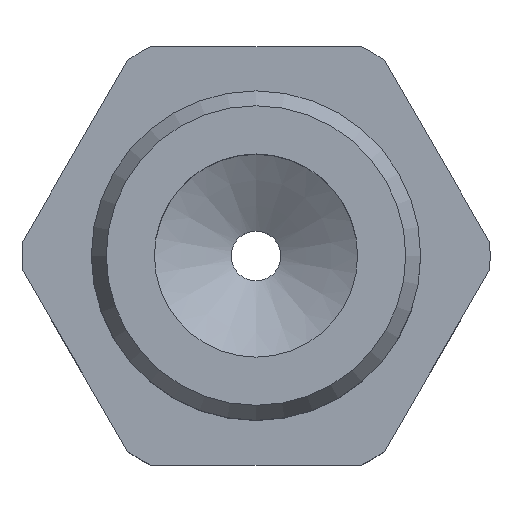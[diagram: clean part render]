
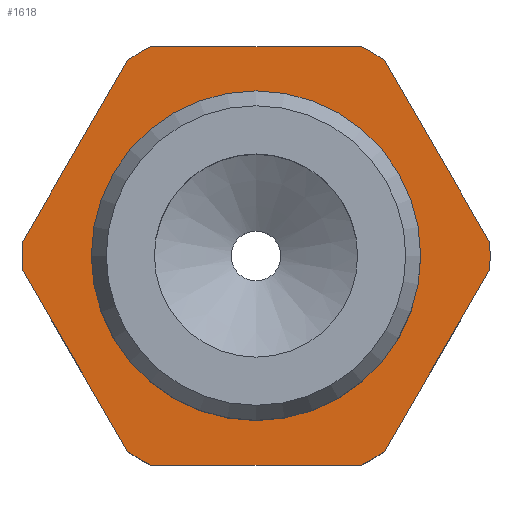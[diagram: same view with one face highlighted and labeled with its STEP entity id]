
A CAD part, top view. The second image highlights one B-rep face of the part: STEP entity #1618.
In plain terms, the highlighted planar face has unit normal (0, 0, 1).
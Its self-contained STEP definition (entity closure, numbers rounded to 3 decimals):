
#20=FACE_BOUND('',#353,.T.);
#33=CIRCLE('',#1684,11.75);
#34=CIRCLE('',#1685,11.75);
#35=CIRCLE('',#1686,11.75);
#36=CIRCLE('',#1687,11.75);
#37=CIRCLE('',#1688,11.75);
#38=CIRCLE('',#1689,11.75);
#39=CIRCLE('',#1690,8.269);
#264=FACE_OUTER_BOUND('',#352,.T.);
#352=EDGE_LOOP('',(#1368,#1369,#1370,#1371,#1372,#1373,#1374,#1375,#1376,
#1377,#1378,#1379));
#353=EDGE_LOOP('',(#1380));
#472=LINE('',#3125,#600);
#476=LINE('',#3134,#604);
#480=LINE('',#3143,#608);
#484=LINE('',#3152,#612);
#488=LINE('',#3161,#616);
#492=LINE('',#3170,#620);
#600=VECTOR('',#1881,10.);
#604=VECTOR('',#1887,10.);
#608=VECTOR('',#1893,10.);
#612=VECTOR('',#1899,10.);
#616=VECTOR('',#1905,10.);
#620=VECTOR('',#1911,10.);
#756=VERTEX_POINT('',#3123);
#757=VERTEX_POINT('',#3124);
#760=VERTEX_POINT('',#3132);
#761=VERTEX_POINT('',#3133);
#764=VERTEX_POINT('',#3141);
#765=VERTEX_POINT('',#3142);
#768=VERTEX_POINT('',#3150);
#769=VERTEX_POINT('',#3151);
#772=VERTEX_POINT('',#3159);
#773=VERTEX_POINT('',#3160);
#776=VERTEX_POINT('',#3168);
#777=VERTEX_POINT('',#3169);
#780=VERTEX_POINT('',#3183);
#978=EDGE_CURVE('',#756,#757,#472,.T.);
#982=EDGE_CURVE('',#760,#761,#476,.T.);
#986=EDGE_CURVE('',#764,#765,#480,.T.);
#990=EDGE_CURVE('',#768,#769,#484,.T.);
#994=EDGE_CURVE('',#772,#773,#488,.T.);
#998=EDGE_CURVE('',#776,#777,#492,.T.);
#1002=EDGE_CURVE('',#757,#772,#33,.T.);
#1003=EDGE_CURVE('',#773,#768,#34,.T.);
#1004=EDGE_CURVE('',#769,#764,#35,.T.);
#1005=EDGE_CURVE('',#765,#776,#36,.T.);
#1006=EDGE_CURVE('',#777,#760,#37,.T.);
#1007=EDGE_CURVE('',#761,#756,#38,.T.);
#1008=EDGE_CURVE('',#780,#780,#39,.T.);
#1368=ORIENTED_EDGE('',*,*,#978,.T.);
#1369=ORIENTED_EDGE('',*,*,#1002,.T.);
#1370=ORIENTED_EDGE('',*,*,#994,.T.);
#1371=ORIENTED_EDGE('',*,*,#1003,.T.);
#1372=ORIENTED_EDGE('',*,*,#990,.T.);
#1373=ORIENTED_EDGE('',*,*,#1004,.T.);
#1374=ORIENTED_EDGE('',*,*,#986,.T.);
#1375=ORIENTED_EDGE('',*,*,#1005,.T.);
#1376=ORIENTED_EDGE('',*,*,#998,.T.);
#1377=ORIENTED_EDGE('',*,*,#1006,.T.);
#1378=ORIENTED_EDGE('',*,*,#982,.T.);
#1379=ORIENTED_EDGE('',*,*,#1007,.T.);
#1380=ORIENTED_EDGE('',*,*,#1008,.F.);
#1544=PLANE('',#1683);
#1618=ADVANCED_FACE('',(#264,#20),#1544,.T.);
#1683=AXIS2_PLACEMENT_3D('',#3176,#1915,#1916);
#1684=AXIS2_PLACEMENT_3D('',#3177,#1917,#1918);
#1685=AXIS2_PLACEMENT_3D('',#3178,#1919,#1920);
#1686=AXIS2_PLACEMENT_3D('',#3179,#1921,#1922);
#1687=AXIS2_PLACEMENT_3D('',#3180,#1923,#1924);
#1688=AXIS2_PLACEMENT_3D('',#3181,#1925,#1926);
#1689=AXIS2_PLACEMENT_3D('',#3182,#1927,#1928);
#1690=AXIS2_PLACEMENT_3D('',#3184,#1929,#1930);
#1881=DIRECTION('',(0.5,0.866,0.));
#1887=DIRECTION('',(1.,0.,0.));
#1893=DIRECTION('',(-0.5,-0.866,0.));
#1899=DIRECTION('',(-1.,0.,0.));
#1905=DIRECTION('',(-0.5,0.866,0.));
#1911=DIRECTION('',(0.5,-0.866,0.));
#1915=DIRECTION('center_axis',(0.,0.,1.));
#1916=DIRECTION('ref_axis',(1.,0.,0.));
#1917=DIRECTION('center_axis',(0.,0.,1.));
#1918=DIRECTION('ref_axis',(1.,0.,0.));
#1919=DIRECTION('center_axis',(0.,0.,1.));
#1920=DIRECTION('ref_axis',(1.,0.,0.));
#1921=DIRECTION('center_axis',(0.,0.,1.));
#1922=DIRECTION('ref_axis',(1.,0.,0.));
#1923=DIRECTION('center_axis',(0.,0.,1.));
#1924=DIRECTION('ref_axis',(1.,0.,0.));
#1925=DIRECTION('center_axis',(0.,0.,1.));
#1926=DIRECTION('ref_axis',(1.,0.,0.));
#1927=DIRECTION('center_axis',(0.,0.,1.));
#1928=DIRECTION('ref_axis',(1.,0.,0.));
#1929=DIRECTION('center_axis',(0.,0.,1.));
#1930=DIRECTION('ref_axis',(1.,0.,0.));
#3123=CARTESIAN_POINT('',(6.456,-9.817,0.));
#3124=CARTESIAN_POINT('',(11.73,-0.683,0.));
#3125=CARTESIAN_POINT('',(8.622,-6.067,0.));
#3132=CARTESIAN_POINT('',(-5.274,-10.5,0.));
#3133=CARTESIAN_POINT('',(5.274,-10.5,0.));
#3134=CARTESIAN_POINT('',(2.637,-10.5,0.));
#3141=CARTESIAN_POINT('',(-6.456,9.817,0.));
#3142=CARTESIAN_POINT('',(-11.73,0.683,0.));
#3143=CARTESIAN_POINT('',(-12.202,-0.134,0.));
#3150=CARTESIAN_POINT('',(5.274,10.5,0.));
#3151=CARTESIAN_POINT('',(-5.274,10.5,0.));
#3152=CARTESIAN_POINT('',(-2.637,10.5,0.));
#3159=CARTESIAN_POINT('',(11.73,0.683,0.));
#3160=CARTESIAN_POINT('',(6.456,9.817,0.));
#3161=CARTESIAN_POINT('',(9.565,4.433,0.));
#3168=CARTESIAN_POINT('',(-11.73,-0.683,0.));
#3169=CARTESIAN_POINT('',(-6.456,-9.817,0.));
#3170=CARTESIAN_POINT('',(-5.985,-10.634,0.));
#3176=CARTESIAN_POINT('Origin',(0.,-8.269,0.));
#3177=CARTESIAN_POINT('Origin',(0.,0.,0.));
#3178=CARTESIAN_POINT('Origin',(0.,0.,0.));
#3179=CARTESIAN_POINT('Origin',(0.,0.,0.));
#3180=CARTESIAN_POINT('Origin',(0.,0.,0.));
#3181=CARTESIAN_POINT('Origin',(0.,0.,0.));
#3182=CARTESIAN_POINT('Origin',(0.,0.,0.));
#3183=CARTESIAN_POINT('',(0.,8.269,0.));
#3184=CARTESIAN_POINT('Origin',(0.,0.,0.));
